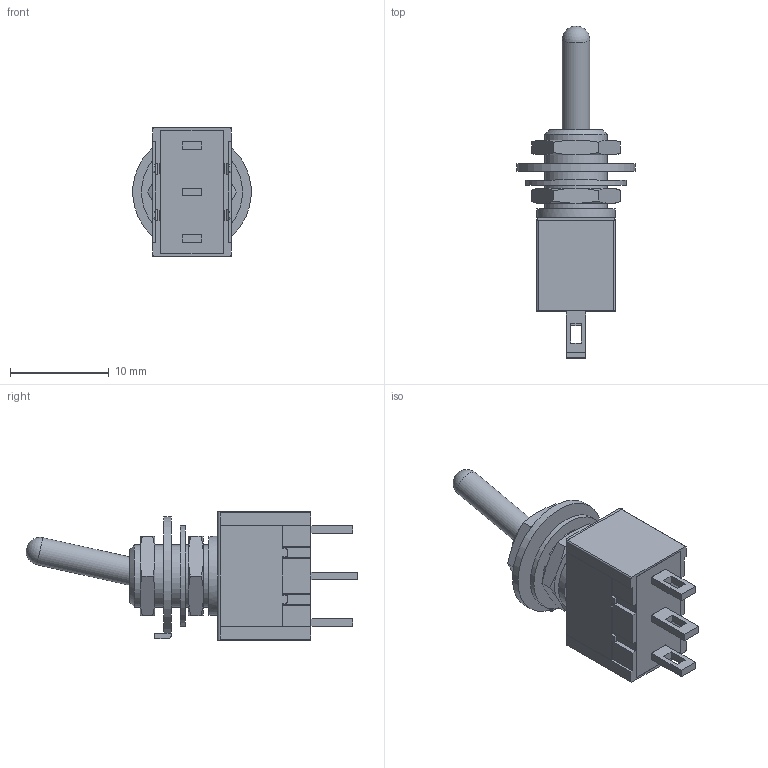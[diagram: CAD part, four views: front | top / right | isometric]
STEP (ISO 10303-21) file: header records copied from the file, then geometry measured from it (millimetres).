
FILE_DESCRIPTION( ( 'STEP AP214' ), ' ' );
FILE_NAME( 'M2012SS1W01.stp', '2018-03-22T06:28:31', ( '' ), ( '' ), ' ', 'PARTsolutions', ' ' );
FILE_SCHEMA( ( 'AUTOMOTIVE_DESIGN { 1 0 10303 214 1 1 1 1 }' ) );
Length unit declared in the file: inch
Products named in the file (9): M2012SS1W01; _M20121SS1W01-switch; _M201S1M201-bushing; _AT513H; _AT507H; _AT509; _M201201-terminals; _M20S-toggles; _M20S-caps
Assembly tree (9 placements, depth 2):
  M2012SS1W01
    _M20121SS1W01-switch
    _M201S1M201-bushing
    _AT513H  x2
    _AT507H
    _AT509
    _M201201-terminals
    _M20S-toggles
    _M20S-caps
Bounding box: 11.95 x 33.55 x 13 mm (x, y, z)
Volume: 1382.7 mm3; surface area: 2332.3 mm2
Topology: 8 solids, 8 shells, 252 faces, 667 edges, 438 vertices
Faces by surface type: plane 170, cylinder 52, cone 29, sphere 1
Full cylindrical faces by diameter (mm): 2.794 x1, 4.445 x1, 5.367 x2, 10.211 x1
Entity records: 9091 total; most frequent: CARTESIAN_POINT 1335, ORIENTED_EDGE 1204, DIRECTION 1175, EDGE_CURVE 602, LINE 455, VECTOR 455, VERTEX_POINT 401, AXIS2_PLACEMENT_3D 360
